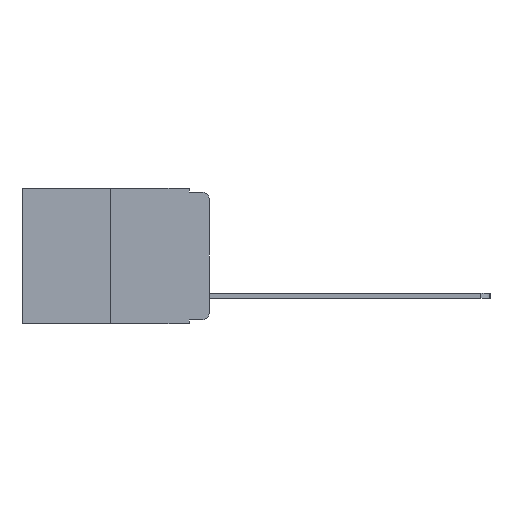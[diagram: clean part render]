
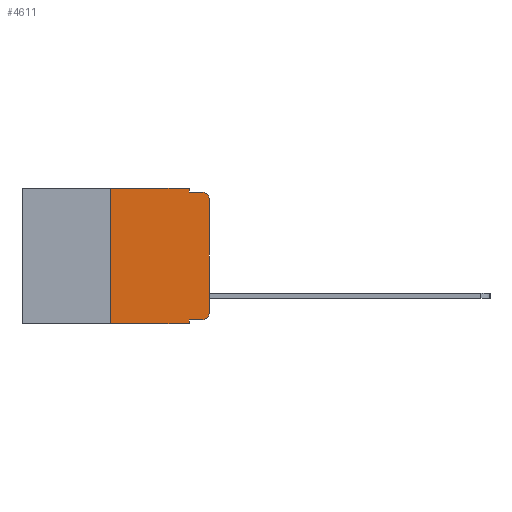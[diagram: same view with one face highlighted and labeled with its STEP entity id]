
A CAD part, left-side view. The second image highlights one B-rep face of the part: STEP entity #4611.
In plain terms, the highlighted planar face has unit normal (-1, 0, 0).
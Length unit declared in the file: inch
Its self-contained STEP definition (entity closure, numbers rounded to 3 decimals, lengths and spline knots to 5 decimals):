
#122 = VERTEX_POINT ( 'NONE', #10348 ) ;
#919 = DIRECTION ( 'NONE',  ( 0., 0., 1. ) ) ;
#942 = CARTESIAN_POINT ( 'NONE',  ( 0., 0.02, -0.01 ) ) ;
#950 = VERTEX_POINT ( 'NONE', #4168 ) ;
#1217 = LINE ( 'NONE', #6927, #13206 ) ;
#1376 = EDGE_CURVE ( 'NONE', #8190, #122, #11899, .T. ) ;
#1522 = DIRECTION ( 'NONE',  ( -1., 0., 0. ) ) ;
#1809 = VECTOR ( 'NONE', #9788, 39.37008 ) ;
#2164 = VERTEX_POINT ( 'NONE', #17547 ) ;
#2408 = VERTEX_POINT ( 'NONE', #942 ) ;
#2410 = LINE ( 'NONE', #9931, #17999 ) ;
#2420 = ORIENTED_EDGE ( 'NONE', *, *, #18066, .F. ) ;
#2515 = ORIENTED_EDGE ( 'NONE', *, *, #5244, .T. ) ;
#2606 = VERTEX_POINT ( 'NONE', #7983 ) ;
#2682 = VECTOR ( 'NONE', #919, 39.37008 ) ;
#3111 = CARTESIAN_POINT ( 'NONE',  ( 0., 0.473, 0. ) ) ;
#3825 = DIRECTION ( 'NONE',  ( 0., 0., -1. ) ) ;
#4094 = VERTEX_POINT ( 'NONE', #6740 ) ;
#4168 = CARTESIAN_POINT ( 'NONE',  ( 0., 0.051, -0.01 ) ) ;
#4257 = CARTESIAN_POINT ( 'NONE',  ( 0., 0.473, 0. ) ) ;
#4611 = ADVANCED_FACE ( 'NONE', ( #16720 ), #18052, .F. ) ;
#4894 = ORIENTED_EDGE ( 'NONE', *, *, #16191, .F. ) ;
#5244 = EDGE_CURVE ( 'NONE', #10503, #18770, #1217, .T. ) ;
#5531 = VERTEX_POINT ( 'NONE', #10820 ) ;
#6343 = DIRECTION ( 'NONE',  ( 0., 0., -1. ) ) ;
#6409 = DIRECTION ( 'NONE',  ( 0., 0., 1. ) ) ;
#6740 = CARTESIAN_POINT ( 'NONE',  ( 0., 0.25, -0.343 ) ) ;
#6927 = CARTESIAN_POINT ( 'NONE',  ( 0., 0.051, -0.333 ) ) ;
#6966 = LINE ( 'NONE', #8879, #2682 ) ;
#7310 = DIRECTION ( 'NONE',  ( -1., 0., 0. ) ) ;
#7454 = ORIENTED_EDGE ( 'NONE', *, *, #19530, .F. ) ;
#7732 = CARTESIAN_POINT ( 'NONE',  ( 0., 0.051, 0. ) ) ;
#7983 = CARTESIAN_POINT ( 'NONE',  ( 0., 0., -0.03 ) ) ;
#8190 = VERTEX_POINT ( 'NONE', #17311 ) ;
#8857 = VECTOR ( 'NONE', #13849, 39.37008 ) ;
#8879 = CARTESIAN_POINT ( 'NONE',  ( 0., 0., 0. ) ) ;
#8960 = CARTESIAN_POINT ( 'NONE',  ( 0., 0.051, -0.01 ) ) ;
#9283 = EDGE_CURVE ( 'NONE', #4094, #2164, #10239, .T. ) ;
#9309 = VECTOR ( 'NONE', #13755, 39.37008 ) ;
#9513 = AXIS2_PLACEMENT_3D ( 'NONE', #10995, #1522, #12493 ) ;
#9788 = DIRECTION ( 'NONE',  ( 0., -1., 0. ) ) ;
#9843 = ORIENTED_EDGE ( 'NONE', *, *, #10939, .F. ) ;
#9931 = CARTESIAN_POINT ( 'NONE',  ( 0., 0.051, 0. ) ) ;
#10239 = LINE ( 'NONE', #15683, #1809 ) ;
#10348 = CARTESIAN_POINT ( 'NONE',  ( 0., 0.051, 0. ) ) ;
#10503 = VERTEX_POINT ( 'NONE', #17111 ) ;
#10820 = CARTESIAN_POINT ( 'NONE',  ( 0., 0., -0.313 ) ) ;
#10832 = VECTOR ( 'NONE', #6409, 39.37008 ) ;
#10939 = EDGE_CURVE ( 'NONE', #122, #950, #13276, .T. ) ;
#10995 = CARTESIAN_POINT ( 'NONE',  ( 0., 0.02, -0.313 ) ) ;
#11899 = LINE ( 'NONE', #4257, #8857 ) ;
#12190 = EDGE_CURVE ( 'NONE', #18770, #5531, #16811, .T. ) ;
#12493 = DIRECTION ( 'NONE',  ( 0., 0., -1. ) ) ;
#13206 = VECTOR ( 'NONE', #17218, 39.37008 ) ;
#13276 = LINE ( 'NONE', #7732, #9309 ) ;
#13280 = AXIS2_PLACEMENT_3D ( 'NONE', #3111, #15281, #6343 ) ;
#13457 = DIRECTION ( 'NONE',  ( 0., -1., 0. ) ) ;
#13551 = EDGE_LOOP ( 'NONE', ( #18641, #15794, #7454, #9843, #17114, #2420, #18634, #4894, #2515, #19146 ) ) ;
#13755 = DIRECTION ( 'NONE',  ( 0., 0., -1. ) ) ;
#13849 = DIRECTION ( 'NONE',  ( 0., -1., 0. ) ) ;
#15191 = LINE ( 'NONE', #15344, #10832 ) ;
#15281 = DIRECTION ( 'NONE',  ( 1., 0., 0. ) ) ;
#15344 = CARTESIAN_POINT ( 'NONE',  ( 0., 0.25, 0. ) ) ;
#15475 = EDGE_CURVE ( 'NONE', #2606, #2408, #16284, .T. ) ;
#15683 = CARTESIAN_POINT ( 'NONE',  ( 0., 0.473, -0.343 ) ) ;
#15794 = ORIENTED_EDGE ( 'NONE', *, *, #15475, .T. ) ;
#16182 = CARTESIAN_POINT ( 'NONE',  ( 0., 0.02, -0.03 ) ) ;
#16191 = EDGE_CURVE ( 'NONE', #10503, #2164, #2410, .T. ) ;
#16284 = CIRCLE ( 'NONE', #17944, 0.02 ) ;
#16437 = EDGE_CURVE ( 'NONE', #5531, #2606, #6966, .T. ) ;
#16720 = FACE_OUTER_BOUND ( 'NONE', #13551, .T. ) ;
#16811 = CIRCLE ( 'NONE', #9513, 0.02 ) ;
#17111 = CARTESIAN_POINT ( 'NONE',  ( 0., 0.051, -0.333 ) ) ;
#17114 = ORIENTED_EDGE ( 'NONE', *, *, #1376, .F. ) ;
#17218 = DIRECTION ( 'NONE',  ( 0., -1., 0. ) ) ;
#17311 = CARTESIAN_POINT ( 'NONE',  ( 0., 0.25, 0. ) ) ;
#17547 = CARTESIAN_POINT ( 'NONE',  ( 0., 0.051, -0.343 ) ) ;
#17572 = DIRECTION ( 'NONE',  ( 0., 0., -1. ) ) ;
#17944 = AXIS2_PLACEMENT_3D ( 'NONE', #16182, #7310, #17572 ) ;
#17974 = CARTESIAN_POINT ( 'NONE',  ( 0., 0.02, -0.333 ) ) ;
#17999 = VECTOR ( 'NONE', #3825, 39.37008 ) ;
#18052 = PLANE ( 'NONE',  #13280 ) ;
#18066 = EDGE_CURVE ( 'NONE', #4094, #8190, #15191, .T. ) ;
#18245 = VECTOR ( 'NONE', #13457, 39.37008 ) ;
#18634 = ORIENTED_EDGE ( 'NONE', *, *, #9283, .T. ) ;
#18641 = ORIENTED_EDGE ( 'NONE', *, *, #16437, .T. ) ;
#18676 = LINE ( 'NONE', #8960, #18245 ) ;
#18770 = VERTEX_POINT ( 'NONE', #17974 ) ;
#19146 = ORIENTED_EDGE ( 'NONE', *, *, #12190, .T. ) ;
#19530 = EDGE_CURVE ( 'NONE', #950, #2408, #18676, .T. ) ;
